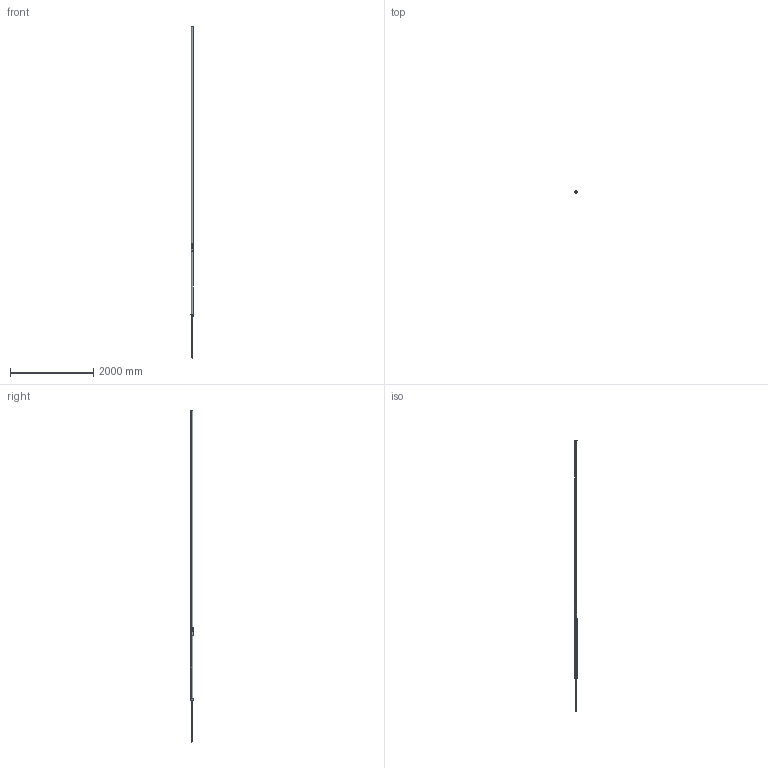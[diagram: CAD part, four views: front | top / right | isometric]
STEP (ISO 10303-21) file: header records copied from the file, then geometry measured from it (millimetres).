
FILE_DESCRIPTION(('Creo Elements/Direct Modeling STEP Export'),'2;1');
FILE_NAME('5408868.stp','2019-10-10T14:51:44',(''),(''),'Creo Elements/Direct Modeling STEP processor for AP214 (Solid Model)','Creo Elements/Direct Modeling 18.0B 02-Dec-2011 (C) Parametric Technology GmbH','');
FILE_SCHEMA(('AUTOMOTIVE_DESIGN { 1 0 10303 214 1 1 1 1 }'));
Length unit declared in the file: millimetre
Products named in the file (12): 5408938T2; 5408938T3; T2; 5408938T1; T1; Drehteil; Fangstange; Aluminiummast_ohne_Auslass; niet_8; niet_4.1.1; Etikett; isFang_IN_8000_ohne_Auslass.1
Assembly tree (19 placements, depth 2):
  isFang_IN_8000_ohne_Auslass.1
    Etikett
    T2  x4
    T1  x4
    niet_4.1.1  x2
    niet_8  x2
    Aluminiummast_ohne_Auslass
    Fangstange
    Drehteil
    5408938T1
    5408938T3
    5408938T2
Bounding box: 61.62 x 63.3 x 8000 mm (x, y, z)
Volume: 5108668.4 mm3; surface area: 2159006.9 mm2
Topology: 19 solids, 19 shells, 2080 faces, 5763 edges, 3803 vertices
Faces by surface type: bspline 1089, plane 699, cylinder 192, cone 92, torus 8
Entity records: 105059 total; most frequent: CARTESIAN_POINT 52529, ORIENTED_EDGE 10986, EDGE_CURVE 5493, DIRECTION 5479, VERTEX_POINT 3641, VECTOR 2399, LINE 2399, B_SPLINE_CURVE_WITH_KNOTS 2228
